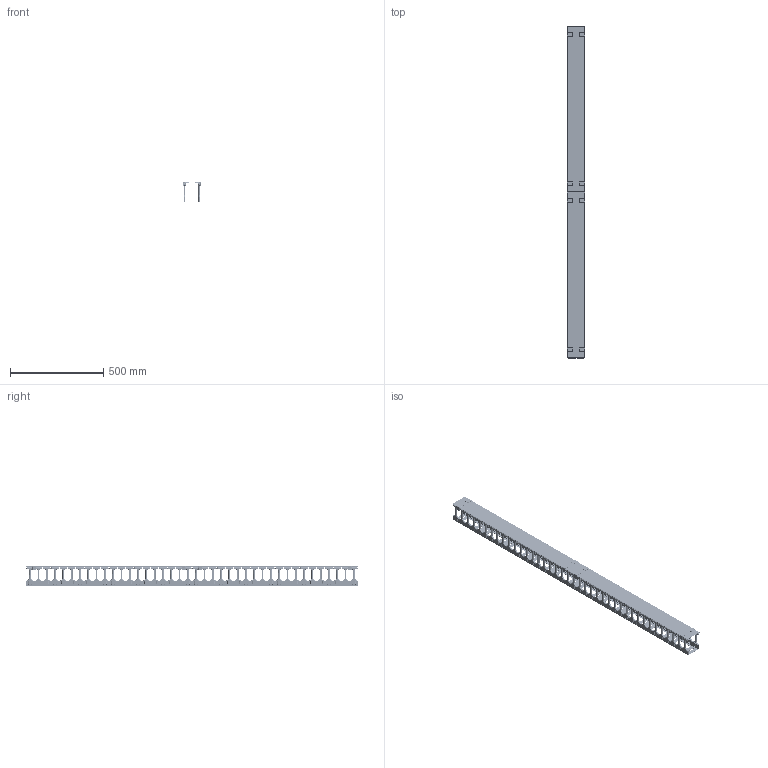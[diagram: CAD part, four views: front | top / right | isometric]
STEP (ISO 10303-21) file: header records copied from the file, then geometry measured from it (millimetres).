
FILE_DESCRIPTION (( 'STEP AP214' ), '1' );
FILE_NAME ('LC23INVC40U_3D.step', '2024-04-04T23:18:36', ( '' ), ( '' ), 'SwSTEP 2.0', 'SolidWorks 2022', '' );
FILE_SCHEMA (( 'AUTOMOTIVE_DESIGN' ));
Length unit declared in the file: inch
Products named in the file (6): top pl^LC23INVC40U; clip^top pl_LC23INVC40U; 3.5in column^LC23INVC40U; top_plate^top pl_LC23INVC40U; base^LC23INVC40U; LC23INVC40U_3D
Assembly tree (48 placements, depth 3):
  LC23INVC40U_3D
    top pl^LC23INVC40U  x2
      top_plate^top pl_LC23INVC40U
      clip^top pl_LC23INVC40U
    base^LC23INVC40U
    3.5in column^LC23INVC40U  x40
Bounding box: 95.95 x 1778 x 110.7 mm (x, y, z)
Volume: 1538028.9 mm3; surface area: 1518549.2 mm2
Topology: 51 solids, 51 shells, 10582 faces, 26976 edges, 16552 vertices
Faces by surface type: plane 5038, cylinder 4408, torus 864, sphere 176, cone 48, bspline 48
Entity records: 31344 total; most frequent: CARTESIAN_POINT 6543, ORIENTED_EDGE 5170, DIRECTION 4810, EDGE_CURVE 2585, VECTOR 2024, LINE 2024, VERTEX_POINT 1654, AXIS2_PLACEMENT_3D 1393
